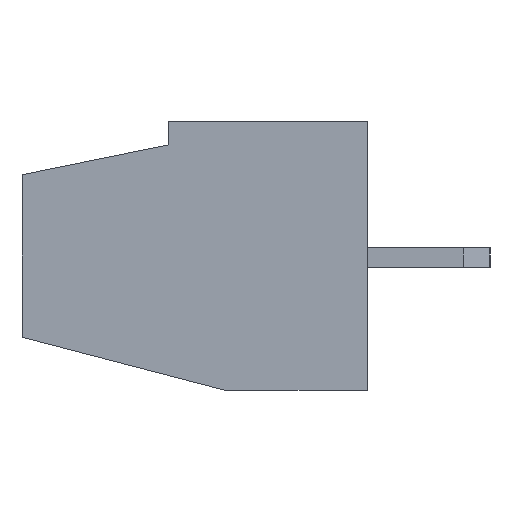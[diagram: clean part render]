
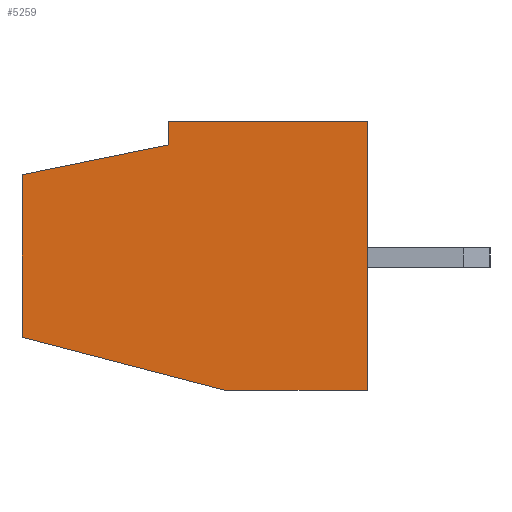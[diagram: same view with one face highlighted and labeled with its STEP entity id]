
A CAD part, left-side view. The second image highlights one B-rep face of the part: STEP entity #5259.
In plain terms, the highlighted planar face has unit normal (-1, 0, 0).
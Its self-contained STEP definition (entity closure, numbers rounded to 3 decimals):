
#1 = ORIENTED_EDGE ( 'NONE', *, *, #6762, .F. ) ;
#1053 = DIRECTION ( 'NONE',  ( 0., -1., 0. ) ) ;
#1555 = CARTESIAN_POINT ( 'NONE',  ( -2.54, 10.4, 4.1 ) ) ;
#2719 = VERTEX_POINT ( 'NONE', #19180 ) ;
#3418 = DIRECTION ( 'NONE',  ( 0., 0.968, 0.252 ) ) ;
#3946 = VECTOR ( 'NONE', #29168, 1000. ) ;
#4939 = CARTESIAN_POINT ( 'NONE',  ( -2.54, 10.4, -2.4 ) ) ;
#5241 = DIRECTION ( 'NONE',  ( 0., 0., 1. ) ) ;
#5259 = ADVANCED_FACE ( 'NONE', ( #16549 ), #29057, .F. ) ;
#5560 = VERTEX_POINT ( 'NONE', #24815 ) ;
#5783 = VERTEX_POINT ( 'NONE', #32929 ) ;
#6762 = EDGE_CURVE ( 'NONE', #2719, #21556, #14295, .T. ) ;
#6940 = VECTOR ( 'NONE', #11770, 1000. ) ;
#7332 = VECTOR ( 'NONE', #9542, 1000. ) ;
#8927 = EDGE_CURVE ( 'NONE', #21556, #5560, #9123, .T. ) ;
#9123 = LINE ( 'NONE', #24450, #6940 ) ;
#9375 = LINE ( 'NONE', #27205, #7332 ) ;
#9542 = DIRECTION ( 'NONE',  ( 0., 0., 1. ) ) ;
#10189 = ORIENTED_EDGE ( 'NONE', *, *, #13187, .F. ) ;
#10477 = ORIENTED_EDGE ( 'NONE', *, *, #20593, .T. ) ;
#11770 = DIRECTION ( 'NONE',  ( 0., 0., 1. ) ) ;
#11995 = EDGE_CURVE ( 'NONE', #24016, #14000, #22248, .T. ) ;
#13187 = EDGE_CURVE ( 'NONE', #5560, #32067, #28848, .T. ) ;
#14000 = VERTEX_POINT ( 'NONE', #28893 ) ;
#14295 = LINE ( 'NONE', #26304, #25508 ) ;
#15648 = EDGE_CURVE ( 'NONE', #32067, #24016, #31081, .T. ) ;
#16388 = CARTESIAN_POINT ( 'NONE',  ( -2.54, 10.4, 4.1 ) ) ;
#16549 = FACE_OUTER_BOUND ( 'NONE', #24973, .T. ) ;
#16750 = AXIS2_PLACEMENT_3D ( 'NONE', #16388, #31217, #27178 ) ;
#19067 = ORIENTED_EDGE ( 'NONE', *, *, #22334, .T. ) ;
#19180 = CARTESIAN_POINT ( 'NONE',  ( -2.54, 4.26, -4. ) ) ;
#20593 = EDGE_CURVE ( 'NONE', #5783, #14000, #9375, .T. ) ;
#21542 = ORIENTED_EDGE ( 'NONE', *, *, #11995, .F. ) ;
#21556 = VERTEX_POINT ( 'NONE', #4939 ) ;
#22248 = LINE ( 'NONE', #1555, #32726 ) ;
#22334 = EDGE_CURVE ( 'NONE', #2719, #5783, #31039, .T. ) ;
#22407 = VECTOR ( 'NONE', #5241, 1000. ) ;
#23906 = CARTESIAN_POINT ( 'NONE',  ( -2.54, 10.4, -4. ) ) ;
#24016 = VERTEX_POINT ( 'NONE', #32447 ) ;
#24174 = CARTESIAN_POINT ( 'NONE',  ( -2.54, 10.4, 2.5 ) ) ;
#24450 = CARTESIAN_POINT ( 'NONE',  ( -2.54, 10.4, 4.1 ) ) ;
#24815 = CARTESIAN_POINT ( 'NONE',  ( -2.54, 10.4, 2.5 ) ) ;
#24973 = EDGE_LOOP ( 'NONE', ( #21542, #28315, #10189, #31847, #1, #19067, #10477 ) ) ;
#25508 = VECTOR ( 'NONE', #3418, 1000. ) ;
#25543 = VECTOR ( 'NONE', #1053, 1000. ) ;
#26304 = CARTESIAN_POINT ( 'NONE',  ( -2.54, 10.4, -2.4 ) ) ;
#27178 = DIRECTION ( 'NONE',  ( 0., 0., -1. ) ) ;
#27205 = CARTESIAN_POINT ( 'NONE',  ( -2.54, 0., 4.1 ) ) ;
#27227 = DIRECTION ( 'NONE',  ( 0., -1., 0. ) ) ;
#28107 = CARTESIAN_POINT ( 'NONE',  ( -2.54, 6., 3.4 ) ) ;
#28315 = ORIENTED_EDGE ( 'NONE', *, *, #15648, .F. ) ;
#28848 = LINE ( 'NONE', #24174, #3946 ) ;
#28893 = CARTESIAN_POINT ( 'NONE',  ( -2.54, 0., 4.1 ) ) ;
#29057 = PLANE ( 'NONE',  #16750 ) ;
#29168 = DIRECTION ( 'NONE',  ( 0., -0.98, 0.2 ) ) ;
#31039 = LINE ( 'NONE', #23906, #25543 ) ;
#31081 = LINE ( 'NONE', #28107, #22407 ) ;
#31217 = DIRECTION ( 'NONE',  ( 1., 0., 0. ) ) ;
#31847 = ORIENTED_EDGE ( 'NONE', *, *, #8927, .F. ) ;
#32067 = VERTEX_POINT ( 'NONE', #32381 ) ;
#32381 = CARTESIAN_POINT ( 'NONE',  ( -2.54, 6., 3.4 ) ) ;
#32447 = CARTESIAN_POINT ( 'NONE',  ( -2.54, 6., 4.1 ) ) ;
#32726 = VECTOR ( 'NONE', #27227, 1000. ) ;
#32929 = CARTESIAN_POINT ( 'NONE',  ( -2.54, 0., -4. ) ) ;
